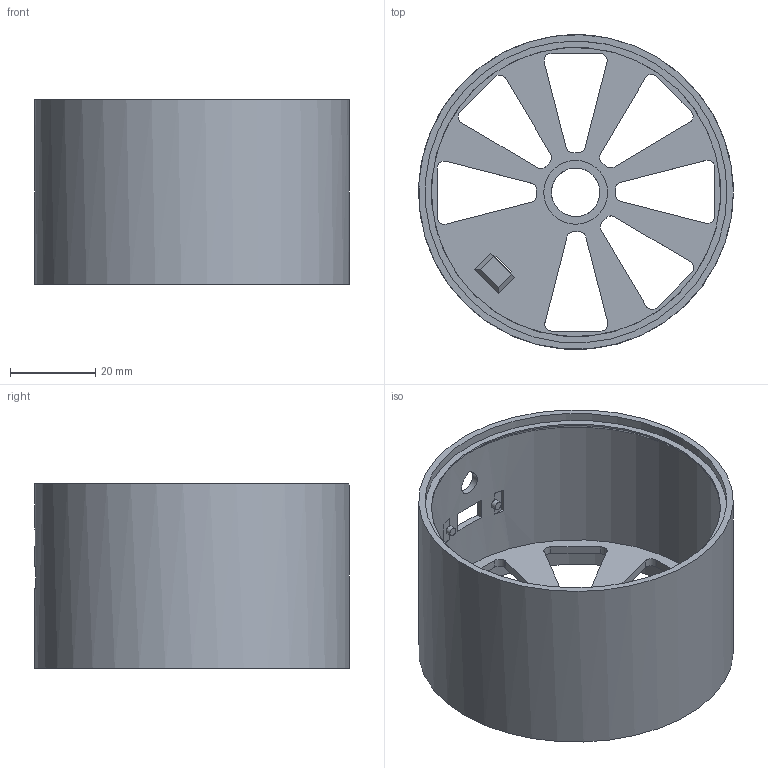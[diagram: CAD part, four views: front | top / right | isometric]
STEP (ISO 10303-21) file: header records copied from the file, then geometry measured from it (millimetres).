
FILE_DESCRIPTION(('HOOPS Exchange Step'),'2;1');
FILE_NAME('secret_santa_musicbox_body.stp','2025-12-03T12:43:02+00:00',('stephen'),('Unknown organisation'),'HOOPS Exchange 2024.2','HOOPS Exchange','Unknown authorisation');
FILE_SCHEMA( ('AP203_CONFIGURATION_CONTROLLED_3D_DESIGN_OF_MECHANICAL_PARTS_AND_ASSEMBLIES_MIM_LF') );
Length unit declared in the file: millimetre
Products named in the file (1): root
Bounding box: 74 x 73.91 x 43.37 mm (x, y, z)
Volume: 19734.3 mm3; surface area: 26221.3 mm2
Topology: 1 solids, 1 shells, 117 faces, 326 edges, 217 vertices
Faces by surface type: plane 66, cylinder 48, cone 3
Full cylindrical faces by diameter (mm): 2 x2, 11.4 x1, 12.85 x1, 15 x1, 68 x1, 70.999 x2, 71 x1, 74 x1
Entity records: 4178 total; most frequent: CARTESIAN_POINT 997, DIRECTION 677, ORIENTED_EDGE 652, EDGE_CURVE 326, AXIS2_PLACEMENT_3D 239, VERTEX_POINT 217, VECTOR 199, LINE 199
